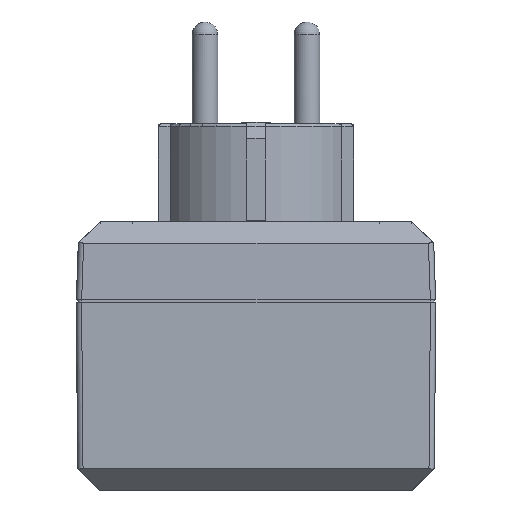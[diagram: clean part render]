
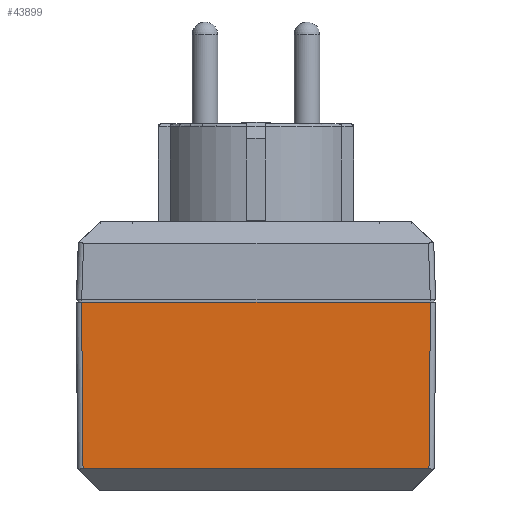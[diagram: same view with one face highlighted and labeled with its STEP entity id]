
A CAD part, left-side view. The second image highlights one B-rep face of the part: STEP entity #43899.
In plain terms, the highlighted face is planar.
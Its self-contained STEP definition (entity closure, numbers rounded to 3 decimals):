
#2901=LINE('',#75210,#6995);
#3052=LINE('',#75546,#7146);
#3053=LINE('',#75549,#7147);
#3054=LINE('',#75550,#7148);
#6995=VECTOR('',#55339,65.);
#7146=VECTOR('',#55676,31.003);
#7147=VECTOR('',#55679,64.459);
#7148=VECTOR('',#55680,31.003);
#11206=PLANE('',#47415);
#13128=FACE_OUTER_BOUND('',#15634,.T.);
#15634=EDGE_LOOP('',(#35510,#35511,#35512,#35513));
#20597=VERTEX_POINT('',#75207);
#20598=VERTEX_POINT('',#75209);
#20690=VERTEX_POINT('',#75544);
#20691=VERTEX_POINT('',#75548);
#25754=EDGE_CURVE('',#20597,#20598,#2901,.T.);
#25921=EDGE_CURVE('',#20690,#20597,#3052,.T.);
#25922=EDGE_CURVE('',#20691,#20690,#3053,.T.);
#25923=EDGE_CURVE('',#20598,#20691,#3054,.T.);
#35510=ORIENTED_EDGE('',*,*,#25921,.F.);
#35511=ORIENTED_EDGE('',*,*,#25922,.F.);
#35512=ORIENTED_EDGE('',*,*,#25923,.F.);
#35513=ORIENTED_EDGE('',*,*,#25754,.F.);
#43899=ADVANCED_FACE('',(#13128),#11206,.T.);
#47415=AXIS2_PLACEMENT_3D('',#75547,#55677,#55678);
#55339=DIRECTION('',(0.,-1.,0.));
#55676=DIRECTION('',(0.009,0.009,-1.));
#55677=DIRECTION('center_axis',(1.,0.,0.009));
#55678=DIRECTION('ref_axis',(0.,1.,0.));
#55679=DIRECTION('',(0.,1.,0.));
#55680=DIRECTION('',(-0.009,0.009,1.));
#75207=CARTESIAN_POINT('',(75.,39.,-0.5));
#75209=CARTESIAN_POINT('',(75.,-26.,-0.5));
#75210=CARTESIAN_POINT('',(75.,39.,-0.5));
#75544=CARTESIAN_POINT('',(74.729,38.73,30.5));
#75546=CARTESIAN_POINT('',(74.729,38.73,30.5));
#75547=CARTESIAN_POINT('Origin',(75.,40.,-0.5));
#75548=CARTESIAN_POINT('',(74.729,-25.73,30.5));
#75549=CARTESIAN_POINT('',(74.729,-25.73,30.5));
#75550=CARTESIAN_POINT('',(75.,-26.,-0.5));
